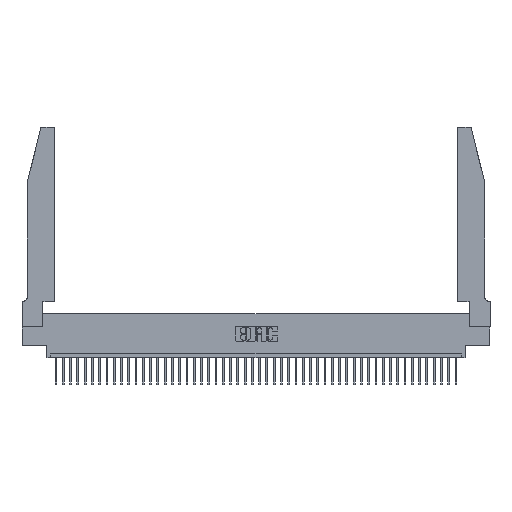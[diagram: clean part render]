
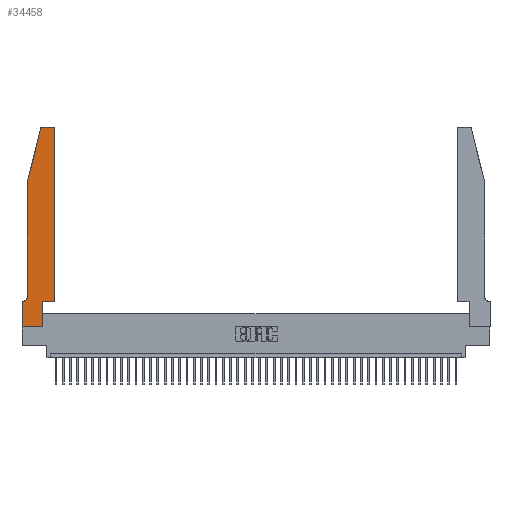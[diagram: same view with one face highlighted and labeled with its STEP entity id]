
A CAD part, top view. The second image highlights one B-rep face of the part: STEP entity #34458.
In plain terms, the highlighted planar face has unit normal (0, 0, 1).
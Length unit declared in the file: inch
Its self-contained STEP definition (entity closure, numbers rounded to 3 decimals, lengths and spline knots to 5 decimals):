
#36 = CARTESIAN_POINT ( 'NONE',  ( 0., 0., 0.37 ) ) ;
#339 = VECTOR ( 'NONE', #12650, 39.37008 ) ;
#490 = DIRECTION ( 'NONE',  ( -0.239, -0.971, 0. ) ) ;
#747 = EDGE_CURVE ( 'NONE', #33059, #26057, #33493, .T. ) ;
#856 = ORIENTED_EDGE ( 'NONE', *, *, #4194, .T. ) ;
#1004 = CARTESIAN_POINT ( 'NONE',  ( 0.2605, 2.75, 0.37 ) ) ;
#1523 = CARTESIAN_POINT ( 'NONE',  ( 0., 0.35, 0.37 ) ) ;
#2105 = DIRECTION ( 'NONE',  ( 0., 0., 1. ) ) ;
#2404 = CARTESIAN_POINT ( 'NONE',  ( 0.4205, 2.72, 0.37 ) ) ;
#2528 = CARTESIAN_POINT ( 'NONE',  ( 0.4505, 0.35, 0.37 ) ) ;
#2547 = CARTESIAN_POINT ( 'NONE',  ( 0.0755, 0.42, 0.37 ) ) ;
#3086 = CARTESIAN_POINT ( 'NONE',  ( 0.4505, 0.35, 0.37 ) ) ;
#3340 = LINE ( 'NONE', #39734, #12636 ) ;
#3511 = EDGE_CURVE ( 'NONE', #36810, #21255, #5494, .T. ) ;
#3683 = VERTEX_POINT ( 'NONE', #29053 ) ;
#4194 = EDGE_CURVE ( 'NONE', #21747, #31457, #28303, .T. ) ;
#4737 = PLANE ( 'NONE',  #13807 ) ;
#4839 = EDGE_CURVE ( 'NONE', #26057, #11293, #32073, .T. ) ;
#5494 = LINE ( 'NONE', #10868, #43103 ) ;
#6453 = EDGE_CURVE ( 'NONE', #7602, #40736, #15571, .T. ) ;
#6491 = ORIENTED_EDGE ( 'NONE', *, *, #33337, .T. ) ;
#6564 = AXIS2_PLACEMENT_3D ( 'NONE', #13143, #19668, #9649 ) ;
#6989 = EDGE_CURVE ( 'NONE', #11146, #33059, #37099, .T. ) ;
#7488 = EDGE_CURVE ( 'NONE', #31391, #3683, #14775, .T. ) ;
#7602 = VERTEX_POINT ( 'NONE', #1523 ) ;
#7646 = LINE ( 'NONE', #2528, #26676 ) ;
#8111 = AXIS2_PLACEMENT_3D ( 'NONE', #42438, #31765, #24416 ) ;
#8286 = CARTESIAN_POINT ( 'NONE',  ( 0., 0.35, 0.37 ) ) ;
#8366 = DIRECTION ( 'NONE',  ( 0., -1., 0. ) ) ;
#9076 = ORIENTED_EDGE ( 'NONE', *, *, #3511, .T. ) ;
#9177 = EDGE_CURVE ( 'NONE', #40736, #36810, #17275, .T. ) ;
#9440 = DIRECTION ( 'NONE',  ( 1., 0., 0. ) ) ;
#9649 = DIRECTION ( 'NONE',  ( 1., 0., 0. ) ) ;
#10757 = ORIENTED_EDGE ( 'NONE', *, *, #25680, .T. ) ;
#10868 = CARTESIAN_POINT ( 'NONE',  ( 0.2865, 0.35, 0.37 ) ) ;
#11146 = VERTEX_POINT ( 'NONE', #37688 ) ;
#11293 = VERTEX_POINT ( 'NONE', #14270 ) ;
#12636 = VECTOR ( 'NONE', #43402, 39.37008 ) ;
#12650 = DIRECTION ( 'NONE',  ( 1., 0., 0. ) ) ;
#13143 = CARTESIAN_POINT ( 'NONE',  ( 0.284, 2.72, 0.37 ) ) ;
#13161 = EDGE_CURVE ( 'NONE', #11293, #21747, #43048, .T. ) ;
#13297 = CARTESIAN_POINT ( 'NONE',  ( 0.25487, 2.72718, 0.37 ) ) ;
#13807 = AXIS2_PLACEMENT_3D ( 'NONE', #8286, #15291, #39633 ) ;
#14252 = CARTESIAN_POINT ( 'NONE',  ( 0.0055, 0.35, 0.37 ) ) ;
#14270 = CARTESIAN_POINT ( 'NONE',  ( 0.0755, 2., 0.37 ) ) ;
#14775 = LINE ( 'NONE', #24973, #29943 ) ;
#15291 = DIRECTION ( 'NONE',  ( 0., 0., 1. ) ) ;
#15571 = LINE ( 'NONE', #26985, #40077 ) ;
#15790 = ORIENTED_EDGE ( 'NONE', *, *, #747, .T. ) ;
#16001 = DIRECTION ( 'NONE',  ( 1., 0., 0. ) ) ;
#17275 = LINE ( 'NONE', #37163, #339 ) ;
#17452 = FACE_OUTER_BOUND ( 'NONE', #33955, .T. ) ;
#18945 = EDGE_CURVE ( 'NONE', #3683, #11146, #38987, .T. ) ;
#19668 = DIRECTION ( 'NONE',  ( 0., 0., 1. ) ) ;
#21255 = VERTEX_POINT ( 'NONE', #27854 ) ;
#21747 = VERTEX_POINT ( 'NONE', #2547 ) ;
#21794 = DIRECTION ( 'NONE',  ( 0., 1., 0. ) ) ;
#22244 = CARTESIAN_POINT ( 'NONE',  ( 0.2865, 0., 0.37 ) ) ;
#23301 = DIRECTION ( 'NONE',  ( 0., -1., 0. ) ) ;
#24416 = DIRECTION ( 'NONE',  ( -1., 0., 0. ) ) ;
#24973 = CARTESIAN_POINT ( 'NONE',  ( 0.4505, 0.35, 0.37 ) ) ;
#25338 = DIRECTION ( 'NONE',  ( -1., 0., 0. ) ) ;
#25680 = EDGE_CURVE ( 'NONE', #21255, #31391, #7646, .T. ) ;
#26057 = VERTEX_POINT ( 'NONE', #13297 ) ;
#26676 = VECTOR ( 'NONE', #9440, 39.37008 ) ;
#26985 = CARTESIAN_POINT ( 'NONE',  ( 0., 0., 0.37 ) ) ;
#27854 = CARTESIAN_POINT ( 'NONE',  ( 0.2865, 0.35, 0.37 ) ) ;
#27995 = ORIENTED_EDGE ( 'NONE', *, *, #7488, .T. ) ;
#28303 = CIRCLE ( 'NONE', #8111, 0.07 ) ;
#28602 = ORIENTED_EDGE ( 'NONE', *, *, #6453, .T. ) ;
#29053 = CARTESIAN_POINT ( 'NONE',  ( 0.4505, 2.72, 0.37 ) ) ;
#29943 = VECTOR ( 'NONE', #21794, 39.37008 ) ;
#31048 = ORIENTED_EDGE ( 'NONE', *, *, #18945, .T. ) ;
#31391 = VERTEX_POINT ( 'NONE', #3086 ) ;
#31457 = VERTEX_POINT ( 'NONE', #14252 ) ;
#31703 = CARTESIAN_POINT ( 'NONE',  ( 0.0755, 2., 0.37 ) ) ;
#31765 = DIRECTION ( 'NONE',  ( 0., 0., -1. ) ) ;
#32073 = LINE ( 'NONE', #31703, #32588 ) ;
#32588 = VECTOR ( 'NONE', #490, 39.37008 ) ;
#33059 = VERTEX_POINT ( 'NONE', #45195 ) ;
#33337 = EDGE_CURVE ( 'NONE', #31457, #7602, #3340, .T. ) ;
#33493 = CIRCLE ( 'NONE', #6564, 0.03 ) ;
#33955 = EDGE_LOOP ( 'NONE', ( #41848, #15790, #34897, #44001, #856, #6491, #28602, #39737, #9076, #10757, #27995, #31048 ) ) ;
#34458 = ADVANCED_FACE ( 'NONE', ( #17452 ), #4737, .T. ) ;
#34897 = ORIENTED_EDGE ( 'NONE', *, *, #4839, .T. ) ;
#35233 = DIRECTION ( 'NONE',  ( 0., 1., 0. ) ) ;
#36234 = CARTESIAN_POINT ( 'NONE',  ( 0.0755, 2., 0.37 ) ) ;
#36810 = VERTEX_POINT ( 'NONE', #22244 ) ;
#37099 = LINE ( 'NONE', #1004, #40364 ) ;
#37163 = CARTESIAN_POINT ( 'NONE',  ( 0., 0., 0.37 ) ) ;
#37688 = CARTESIAN_POINT ( 'NONE',  ( 0.4205, 2.75, 0.37 ) ) ;
#38987 = CIRCLE ( 'NONE', #44358, 0.03 ) ;
#39633 = DIRECTION ( 'NONE',  ( 1., 0., 0. ) ) ;
#39734 = CARTESIAN_POINT ( 'NONE',  ( 0.0755, 0.35, 0.37 ) ) ;
#39737 = ORIENTED_EDGE ( 'NONE', *, *, #9177, .T. ) ;
#40077 = VECTOR ( 'NONE', #23301, 39.37008 ) ;
#40305 = VECTOR ( 'NONE', #8366, 39.37008 ) ;
#40364 = VECTOR ( 'NONE', #25338, 39.37008 ) ;
#40736 = VERTEX_POINT ( 'NONE', #36 ) ;
#41848 = ORIENTED_EDGE ( 'NONE', *, *, #6989, .T. ) ;
#42438 = CARTESIAN_POINT ( 'NONE',  ( 0.0055, 0.42, 0.37 ) ) ;
#43048 = LINE ( 'NONE', #36234, #40305 ) ;
#43103 = VECTOR ( 'NONE', #35233, 39.37008 ) ;
#43402 = DIRECTION ( 'NONE',  ( -1., 0., 0. ) ) ;
#44001 = ORIENTED_EDGE ( 'NONE', *, *, #13161, .T. ) ;
#44358 = AXIS2_PLACEMENT_3D ( 'NONE', #2404, #2105, #16001 ) ;
#45195 = CARTESIAN_POINT ( 'NONE',  ( 0.284, 2.75, 0.37 ) ) ;
